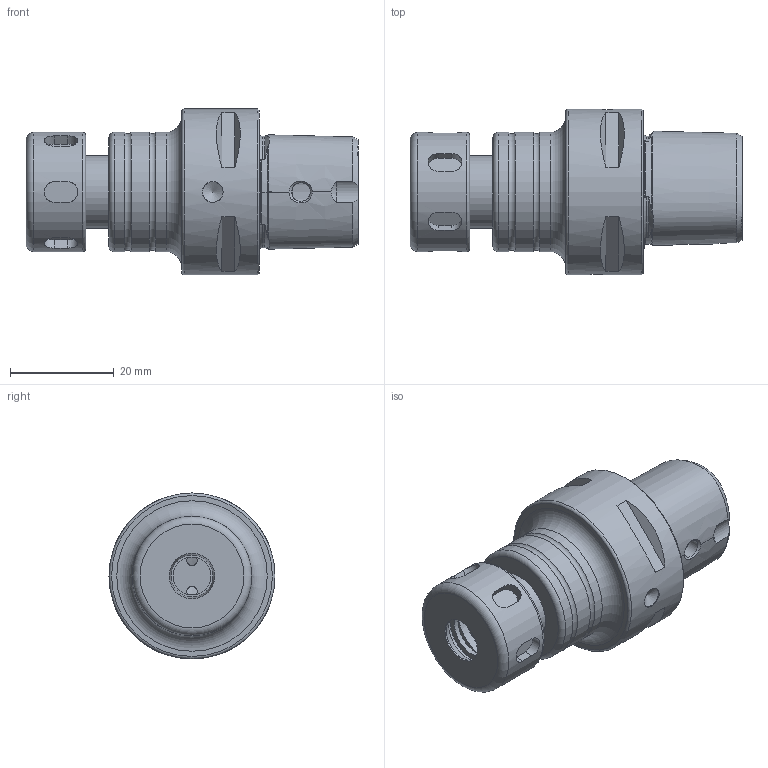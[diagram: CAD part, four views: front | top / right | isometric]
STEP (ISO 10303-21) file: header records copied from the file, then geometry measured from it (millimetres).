
FILE_DESCRIPTION((''),'2;1');
FILE_NAME('670000307045-3D.stp','2021-01-28T09:08:48',('nttooll'),(''),'Autodesk Inventor 2012','Autodesk Inventor 2012','');
FILE_SCHEMA(('AUTOMOTIVE_DESIGN { 1 0 10303 214 1 1 1 1 }'));
Length unit declared in the file: millimetre
Products named in the file (1): 670000307045-3D
Bounding box: 64 x 32 x 32 mm (x, y, z)
Volume: 23374.6 mm3; surface area: 9912.8 mm2
Topology: 1 solids, 2 shells, 150 faces, 326 edges, 206 vertices
Faces by surface type: plane 55, cylinder 45, cone 23, bspline 16, torus 11
Full cylindrical faces by diameter (mm): 2 x2, 3.6 x1, 4 x2, 7.3 x1, 8.5 x1, 8.79 x1, 9.5 x1, 9.7 x1, 12 x2, 12.1 x1, 12.5 x1, 14 x2, 15 x2, 16.5 x1, 17 x1, 23 x4, 32 x1
Entity records: 7326 total; most frequent: CARTESIAN_POINT 4327, DIRECTION 558, ORIENTED_EDGE 526, EDGE_CURVE 263, AXIS2_PLACEMENT_3D 238, EDGE_LOOP 233, VERTEX_POINT 196, FACE_OUTER_BOUND 148
